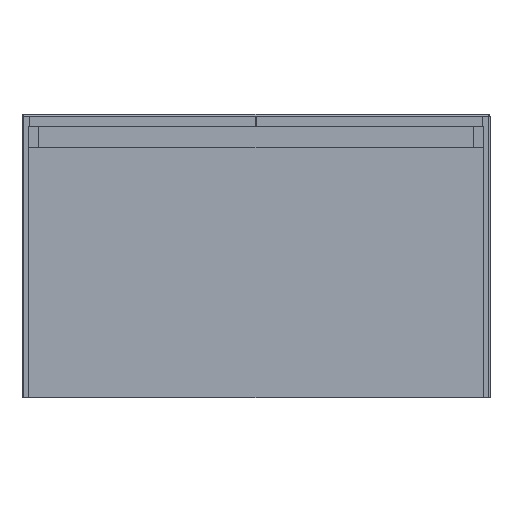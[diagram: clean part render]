
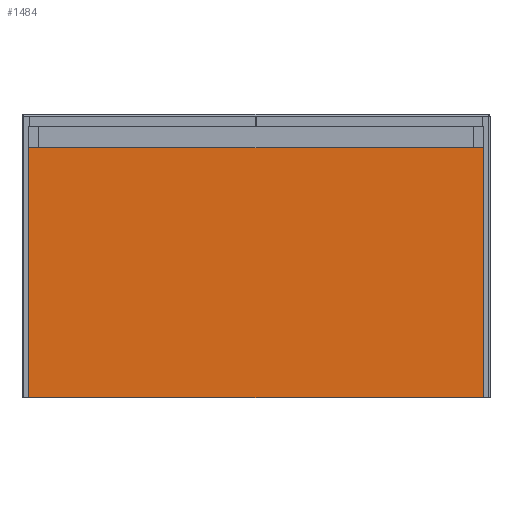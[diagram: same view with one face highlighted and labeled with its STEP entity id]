
A CAD part, front view. The second image highlights one B-rep face of the part: STEP entity #1484.
In plain terms, the highlighted planar face has unit normal (0, -1, 0).
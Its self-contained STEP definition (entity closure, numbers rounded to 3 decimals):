
#53 = EDGE_CURVE ( 'NONE', #4733, #1249, #2676, .T. ) ;
#158 = ORIENTED_EDGE ( 'NONE', *, *, #5063, .F. ) ;
#653 = VECTOR ( 'NONE', #1193, 1000. ) ;
#780 = LINE ( 'NONE', #4901, #653 ) ;
#888 = VERTEX_POINT ( 'NONE', #897 ) ;
#897 = CARTESIAN_POINT ( 'NONE',  ( 369., -490.1, 0. ) ) ;
#1018 = CARTESIAN_POINT ( 'NONE',  ( -369., -490.1, 1200.844 ) ) ;
#1193 = DIRECTION ( 'NONE',  ( 0., 0., -1. ) ) ;
#1249 = VERTEX_POINT ( 'NONE', #4853 ) ;
#1260 = CARTESIAN_POINT ( 'NONE',  ( 369., -490.1, 0. ) ) ;
#1484 = ADVANCED_FACE ( 'NONE', ( #2601 ), #2277, .T. ) ;
#2179 = ORIENTED_EDGE ( 'NONE', *, *, #3683, .F. ) ;
#2277 = PLANE ( 'NONE',  #3991 ) ;
#2601 = FACE_OUTER_BOUND ( 'NONE', #4669, .T. ) ;
#2607 = DIRECTION ( 'NONE',  ( 1., 0., 0. ) ) ;
#2676 = LINE ( 'NONE', #3582, #4454 ) ;
#2906 = DIRECTION ( 'NONE',  ( -1., 0., 0. ) ) ;
#3084 = CARTESIAN_POINT ( 'NONE',  ( 369., -490.1, 1200.844 ) ) ;
#3376 = VECTOR ( 'NONE', #5091, 1000. ) ;
#3513 = EDGE_CURVE ( 'NONE', #1249, #4169, #4270, .T. ) ;
#3582 = CARTESIAN_POINT ( 'NONE',  ( 369., -490.1, 406.1 ) ) ;
#3683 = EDGE_CURVE ( 'NONE', #4733, #888, #780, .T. ) ;
#3912 = ORIENTED_EDGE ( 'NONE', *, *, #53, .T. ) ;
#3991 = AXIS2_PLACEMENT_3D ( 'NONE', #3084, #4275, #2607 ) ;
#4010 = DIRECTION ( 'NONE',  ( -1., 0., 0. ) ) ;
#4169 = VERTEX_POINT ( 'NONE', #5114 ) ;
#4270 = LINE ( 'NONE', #1018, #3376 ) ;
#4275 = DIRECTION ( 'NONE',  ( 0., -1., 0. ) ) ;
#4454 = VECTOR ( 'NONE', #4010, 1000. ) ;
#4546 = ORIENTED_EDGE ( 'NONE', *, *, #3513, .T. ) ;
#4669 = EDGE_LOOP ( 'NONE', ( #2179, #3912, #4546, #158 ) ) ;
#4726 = VECTOR ( 'NONE', #2906, 1000. ) ;
#4733 = VERTEX_POINT ( 'NONE', #4778 ) ;
#4778 = CARTESIAN_POINT ( 'NONE',  ( 369., -490.1, 406.1 ) ) ;
#4853 = CARTESIAN_POINT ( 'NONE',  ( -369., -490.1, 406.1 ) ) ;
#4901 = CARTESIAN_POINT ( 'NONE',  ( 369., -490.1, 1200.844 ) ) ;
#5063 = EDGE_CURVE ( 'NONE', #888, #4169, #5229, .T. ) ;
#5091 = DIRECTION ( 'NONE',  ( 0., 0., -1. ) ) ;
#5114 = CARTESIAN_POINT ( 'NONE',  ( -369., -490.1, 0. ) ) ;
#5229 = LINE ( 'NONE', #1260, #4726 ) ;
